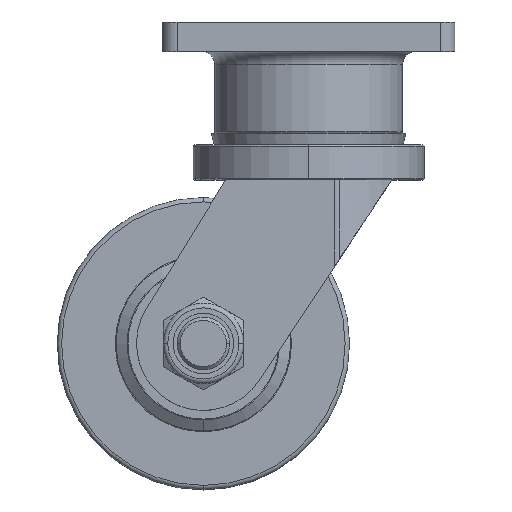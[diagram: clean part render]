
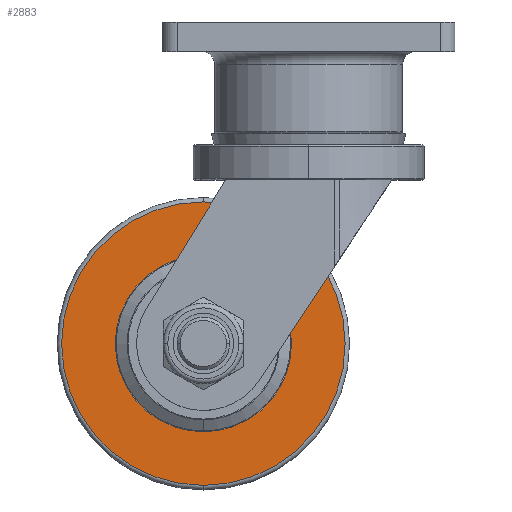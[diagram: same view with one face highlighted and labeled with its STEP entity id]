
A CAD part, top view. The second image highlights one B-rep face of the part: STEP entity #2883.
In plain terms, the highlighted planar face has unit normal (0, 0, 1).
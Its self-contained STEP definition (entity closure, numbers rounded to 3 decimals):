
#32 = FACE_OUTER_BOUND ( 'NONE', #1330, .T. ) ;
#43 = CIRCLE ( 'NONE', #866, 97. ) ;
#60 = CARTESIAN_POINT ( 'NONE',  ( -166.758, -145.287, 81.321 ) ) ;
#138 = CARTESIAN_POINT ( 'NONE',  ( -166.758, -181.978, 81.321 ) ) ;
#144 = ORIENTED_EDGE ( 'NONE', *, *, #352, .T. ) ;
#352 = EDGE_CURVE ( 'NONE', #2723, #3142, #683, .T. ) ;
#403 = AXIS2_PLACEMENT_3D ( 'NONE', #3596, #3843, #2910 ) ;
#436 = ORIENTED_EDGE ( 'NONE', *, *, #3741, .T. ) ;
#538 = AXIS2_PLACEMENT_3D ( 'NONE', #3233, #3601, #3201 ) ;
#554 = DIRECTION ( 'NONE',  ( 0., 0., -1. ) ) ;
#657 = DIRECTION ( 'NONE',  ( 0., 0., -1. ) ) ;
#683 = CIRCLE ( 'NONE', #1973, 60.309 ) ;
#753 = EDGE_LOOP ( 'NONE', ( #3566, #144 ) ) ;
#757 = DIRECTION ( 'NONE',  ( 0., -1., 0. ) ) ;
#849 = CARTESIAN_POINT ( 'NONE',  ( -166.758, -84.978, 81.321 ) ) ;
#866 = AXIS2_PLACEMENT_3D ( 'NONE', #3155, #2473, #757 ) ;
#1330 = EDGE_LOOP ( 'NONE', ( #2110, #436 ) ) ;
#1469 = AXIS2_PLACEMENT_3D ( 'NONE', #849, #554, #1901 ) ;
#1601 = VERTEX_POINT ( 'NONE', #138 ) ;
#1626 = CIRCLE ( 'NONE', #1469, 60.309 ) ;
#1878 = CIRCLE ( 'NONE', #538, 97. ) ;
#1901 = DIRECTION ( 'NONE',  ( 0., 1., 0. ) ) ;
#1973 = AXIS2_PLACEMENT_3D ( 'NONE', #3766, #657, #3060 ) ;
#2110 = ORIENTED_EDGE ( 'NONE', *, *, #3323, .T. ) ;
#2179 = EDGE_CURVE ( 'NONE', #3142, #2723, #1626, .T. ) ;
#2473 = DIRECTION ( 'NONE',  ( 0., 0., 1. ) ) ;
#2559 = PLANE ( 'NONE',  #403 ) ;
#2677 = VERTEX_POINT ( 'NONE', #3350 ) ;
#2723 = VERTEX_POINT ( 'NONE', #60 ) ;
#2883 = ADVANCED_FACE ( 'NONE', ( #3983, #32 ), #2559, .F. ) ;
#2910 = DIRECTION ( 'NONE',  ( 0., 1., 0. ) ) ;
#3060 = DIRECTION ( 'NONE',  ( 0., 1., 0. ) ) ;
#3142 = VERTEX_POINT ( 'NONE', #4017 ) ;
#3155 = CARTESIAN_POINT ( 'NONE',  ( -166.758, -84.978, 81.321 ) ) ;
#3201 = DIRECTION ( 'NONE',  ( 0., -1., 0. ) ) ;
#3233 = CARTESIAN_POINT ( 'NONE',  ( -166.758, -84.978, 81.321 ) ) ;
#3323 = EDGE_CURVE ( 'NONE', #1601, #2677, #1878, .T. ) ;
#3350 = CARTESIAN_POINT ( 'NONE',  ( -166.758, 12.022, 81.321 ) ) ;
#3566 = ORIENTED_EDGE ( 'NONE', *, *, #2179, .T. ) ;
#3596 = CARTESIAN_POINT ( 'NONE',  ( -166.758, -84.978, 81.321 ) ) ;
#3601 = DIRECTION ( 'NONE',  ( 0., 0., 1. ) ) ;
#3741 = EDGE_CURVE ( 'NONE', #2677, #1601, #43, .T. ) ;
#3766 = CARTESIAN_POINT ( 'NONE',  ( -166.758, -84.978, 81.321 ) ) ;
#3843 = DIRECTION ( 'NONE',  ( 0., 0., -1. ) ) ;
#3983 = FACE_BOUND ( 'NONE', #753, .T. ) ;
#4017 = CARTESIAN_POINT ( 'NONE',  ( -166.758, -24.67, 81.321 ) ) ;
